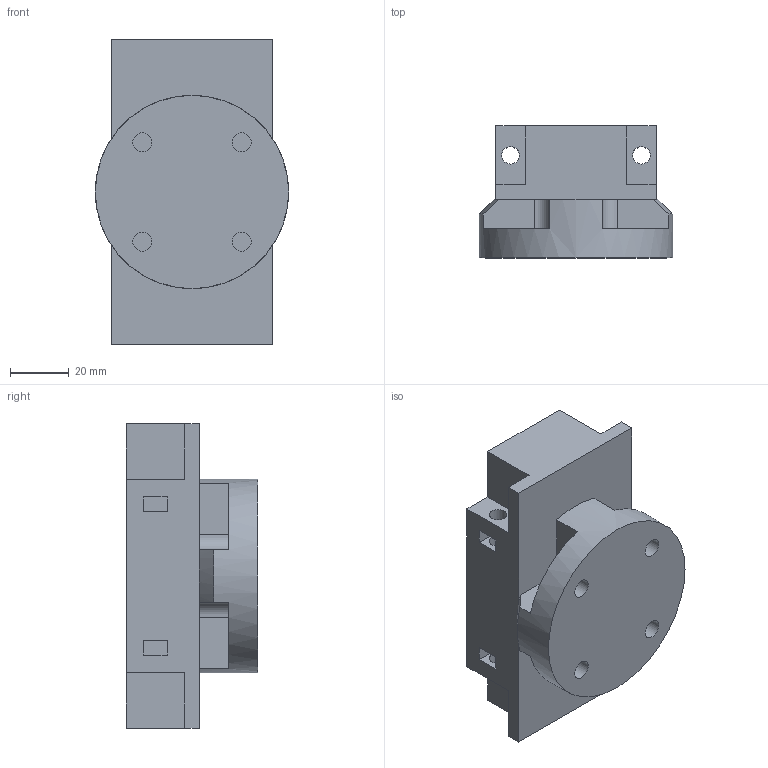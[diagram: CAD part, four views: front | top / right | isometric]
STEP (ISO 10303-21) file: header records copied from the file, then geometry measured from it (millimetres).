
FILE_DESCRIPTION(/* description */ (''),/* implementation_level */ '2;1');
FILE_NAME(/* name */ 'dc722d0c-4118-4a05-9332-9876d5f30316.stp',/* time_stamp */ '2019-03-12T20:59:41+01:00',/* author */ (''),/* organization */ (''),/* preprocessor_version */ 'ST-DEVELOPER v17.2',/* originating_system */ 'Autodesk Translation Framework v7.6.0.251',/* authorisation */ '');
FILE_SCHEMA (('AUTOMOTIVE_DESIGN { 1 0 10303 214 3 1 1 }'));
Length unit declared in the file: millimetre
Products named in the file (1): MountBase
Bounding box: 66 x 45 x 104 mm (x, y, z)
Volume: 162557 mm3; surface area: 31344.4 mm2
Topology: 1 solids, 1 shells, 73 faces, 203 edges, 134 vertices
Faces by surface type: plane 55, cylinder 16, cone 2
Full cylindrical faces by diameter (mm): 6 x6, 6.5 x4, 40 x1, 66 x1
Entity records: 2455 total; most frequent: CARTESIAN_POINT 462, ORIENTED_EDGE 406, DIRECTION 393, EDGE_CURVE 203, LINE 147, VECTOR 147, VERTEX_POINT 134, AXIS2_PLACEMENT_3D 123
